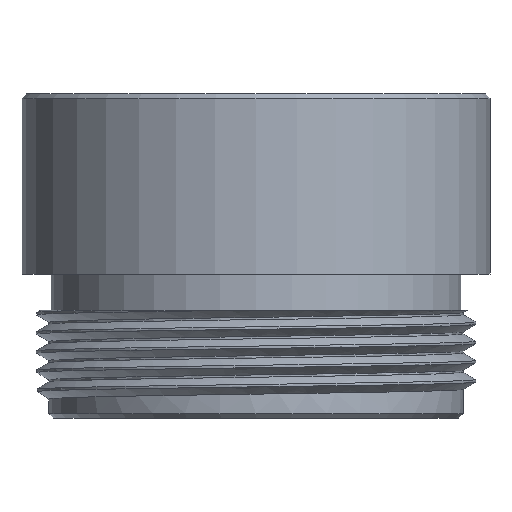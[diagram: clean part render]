
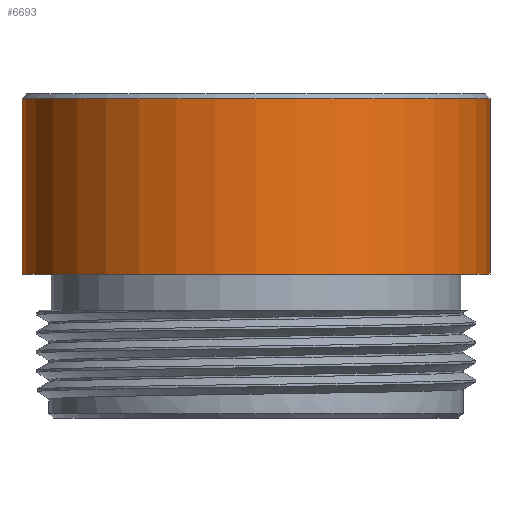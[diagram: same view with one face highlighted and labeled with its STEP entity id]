
A CAD part, left-side view. The second image highlights one B-rep face of the part: STEP entity #6693.
In plain terms, the highlighted cylindrical face has radius 41.275 mm (diameter 82.55 mm), a partial arc.
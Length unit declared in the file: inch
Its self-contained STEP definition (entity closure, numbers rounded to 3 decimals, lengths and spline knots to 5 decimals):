
#2285=CARTESIAN_POINT('',(0.,0.,1.0625));
#2286=DIRECTION('',(0.,0.,-1.));
#2287=DIRECTION('',(0.,-1.,0.));
#2288=AXIS2_PLACEMENT_3D('',#2285,#2286,#2287);
#2290=DIRECTION('',(0.,0.,-1.));
#2291=VECTOR('',#2290,1.218);
#2292=CARTESIAN_POINT('',(0.,1.625,
2.2805));
#2293=LINE('',#2292,#2291);
#2294=CARTESIAN_POINT('',(0.,0.,2.2805));
#2295=DIRECTION('',(0.,0.,-1.));
#2296=DIRECTION('',(0.,-1.,0.));
#2297=AXIS2_PLACEMENT_3D('',#2294,#2295,#2296);
#2299=DIRECTION('',(0.,0.,-1.));
#2300=VECTOR('',#2299,1.218);
#2301=CARTESIAN_POINT('',(0.,-1.625,
2.2805));
#2302=LINE('',#2301,#2300);
#3492=CARTESIAN_POINT('',(0.,-1.625,2.2805));
#3493=CARTESIAN_POINT('',(0.,1.625,2.2805));
#3494=VERTEX_POINT('',#3492);
#3495=VERTEX_POINT('',#3493);
#3504=CARTESIAN_POINT('',(0.,1.625,1.0625));
#3505=CARTESIAN_POINT('',(0.,-1.625,1.0625));
#3506=VERTEX_POINT('',#3504);
#3507=VERTEX_POINT('',#3505);
#6679=CARTESIAN_POINT('',(0.,0.,2.44143));
#6680=DIRECTION('',(0.,0.,-1.));
#6681=DIRECTION('',(0.,-1.,0.));
#6682=AXIS2_PLACEMENT_3D('',#6679,#6680,#6681);
#6683=CYLINDRICAL_SURFACE('',#6682,1.625);
#6685=ORIENTED_EDGE('',*,*,#6684,.T.);
#6687=ORIENTED_EDGE('',*,*,#6686,.F.);
#6688=ORIENTED_EDGE('',*,*,#6669,.F.);
#6690=ORIENTED_EDGE('',*,*,#6689,.T.);
#6691=EDGE_LOOP('',(#6685,#6687,#6688,#6690));
#6692=FACE_OUTER_BOUND('',#6691,.F.);
#2289=CIRCLE('',#2288,1.625);
#2298=CIRCLE('',#2297,1.625);
#6669=EDGE_CURVE('',#3494,#3495,#2298,.T.);
#6684=EDGE_CURVE('',#3507,#3506,#2289,.T.);
#6686=EDGE_CURVE('',#3495,#3506,#2293,.T.);
#6689=EDGE_CURVE('',#3494,#3507,#2302,.T.);
#6693=ADVANCED_FACE('',(#6692),#6683,.T.);
